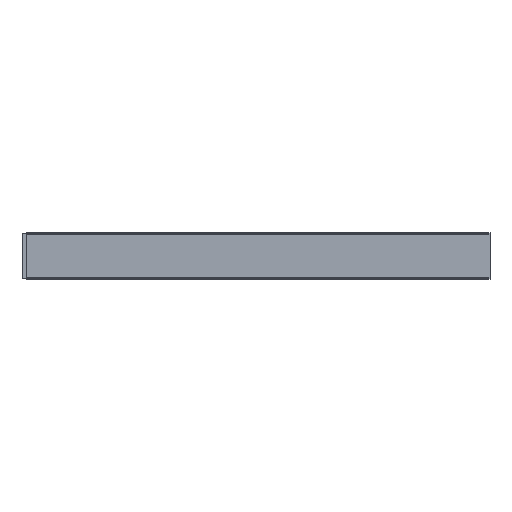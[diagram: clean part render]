
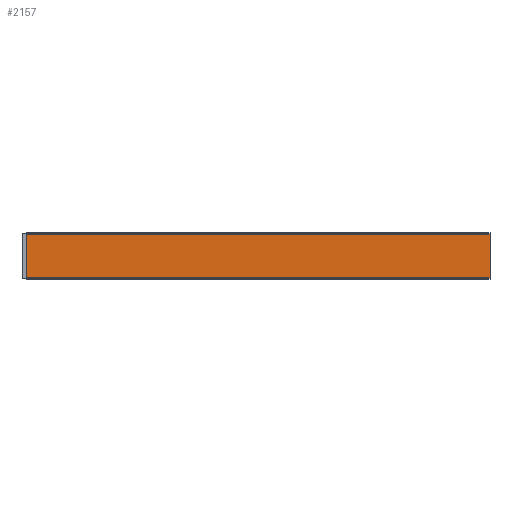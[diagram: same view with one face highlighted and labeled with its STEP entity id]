
A CAD part, top view. The second image highlights one B-rep face of the part: STEP entity #2157.
In plain terms, the highlighted planar face has unit normal (0, 0, 1).
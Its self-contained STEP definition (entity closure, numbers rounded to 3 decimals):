
#131=FACE_OUTER_BOUND('',#244,.T.);
#244=EDGE_LOOP('',(#1606,#1607,#1608,#1609));
#345=LINE('',#3213,#561);
#361=LINE('',#3288,#577);
#403=LINE('',#3420,#619);
#404=LINE('',#3421,#620);
#561=VECTOR('',#2518,1.);
#577=VECTOR('',#2576,1.);
#619=VECTOR('',#2706,1.);
#620=VECTOR('',#2707,1.);
#905=VERTEX_POINT('',#3210);
#906=VERTEX_POINT('',#3212);
#934=VERTEX_POINT('',#3286);
#935=VERTEX_POINT('',#3287);
#1140=EDGE_CURVE('',#906,#905,#345,.T.);
#1173=EDGE_CURVE('',#934,#935,#361,.T.);
#1239=EDGE_CURVE('',#934,#906,#403,.T.);
#1240=EDGE_CURVE('',#935,#905,#404,.T.);
#1606=ORIENTED_EDGE('',*,*,#1239,.T.);
#1607=ORIENTED_EDGE('',*,*,#1140,.T.);
#1608=ORIENTED_EDGE('',*,*,#1240,.F.);
#1609=ORIENTED_EDGE('',*,*,#1173,.F.);
#2087=PLANE('',#2324);
#2157=ADVANCED_FACE('',(#131),#2087,.F.);
#2324=AXIS2_PLACEMENT_3D('',#3419,#2704,#2705);
#2518=DIRECTION('',(0.,1.,0.));
#2576=DIRECTION('',(0.,1.,0.));
#2704=DIRECTION('center_axis',(0.,0.,-1.));
#2705=DIRECTION('ref_axis',(0.,1.,0.));
#2706=DIRECTION('',(1.,0.,0.));
#2707=DIRECTION('',(1.,0.,0.));
#3210=CARTESIAN_POINT('',(1500.,147.1,-37.6));
#3212=CARTESIAN_POINT('',(1500.,-147.1,-37.6));
#3213=CARTESIAN_POINT('',(1500.,0.,-37.6));
#3286=CARTESIAN_POINT('',(-1499.01,-147.1,-37.6));
#3287=CARTESIAN_POINT('',(-1499.01,147.1,-37.6));
#3288=CARTESIAN_POINT('',(-1499.01,0.,-37.6));
#3419=CARTESIAN_POINT('Origin',(0.,-147.1,-37.6));
#3420=CARTESIAN_POINT('',(0.,-147.1,-37.6));
#3421=CARTESIAN_POINT('',(0.,147.1,-37.6));
